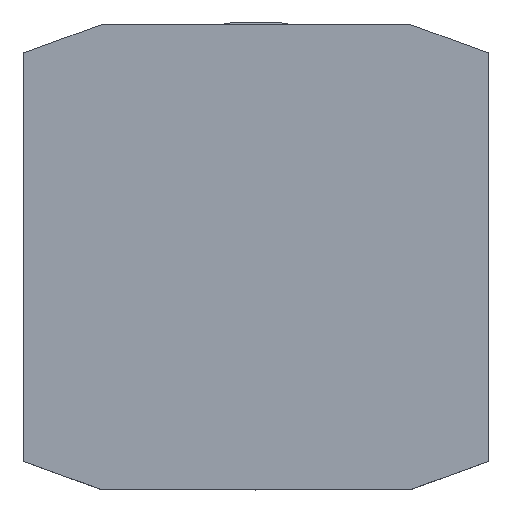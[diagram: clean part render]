
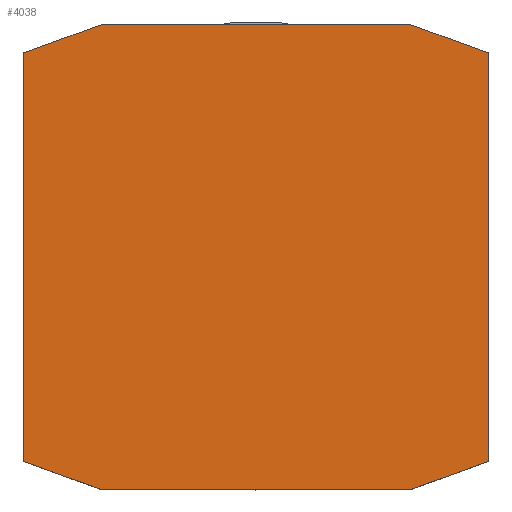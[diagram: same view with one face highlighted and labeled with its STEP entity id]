
A CAD part, top view. The second image highlights one B-rep face of the part: STEP entity #4038.
In plain terms, the highlighted planar face has unit normal (0, 0, 1).
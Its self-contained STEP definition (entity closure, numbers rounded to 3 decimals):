
#3836=CARTESIAN_POINT('',(-45.1,-39.61,78.));
#3837=VERTEX_POINT('',#3836);
#3838=CARTESIAN_POINT('',(-45.1,39.61,78.));
#3839=VERTEX_POINT('',#3838);
#3840=CARTESIAN_POINT('',(-45.1,-39.61,78.));
#3841=DIRECTION('',(0.0,1.0,0.0));
#3842=VECTOR('',#3841,79.221);
#3843=LINE('',#3840,#3842);
#3844=EDGE_CURVE('',#3837,#3839,#3843,.T.);
#3867=CARTESIAN_POINT('',(-30.018,45.1,78.));
#3868=VERTEX_POINT('',#3867);
#3869=CARTESIAN_POINT('',(-45.1,39.61,78.));
#3870=DIRECTION('',(0.94,0.342,0.0));
#3871=VECTOR('',#3870,16.05);
#3872=LINE('',#3869,#3871);
#3873=EDGE_CURVE('',#3839,#3868,#3872,.T.);
#3891=CARTESIAN_POINT('',(30.018,45.1,78.));
#3892=VERTEX_POINT('',#3891);
#3893=CARTESIAN_POINT('',(-30.018,45.1,78.));
#3894=DIRECTION('',(1.0,0.0,0.0));
#3895=VECTOR('',#3894,60.035);
#3896=LINE('',#3893,#3895);
#3897=EDGE_CURVE('',#3868,#3892,#3896,.T.);
#3915=CARTESIAN_POINT('',(45.1,39.61,78.));
#3916=VERTEX_POINT('',#3915);
#3917=CARTESIAN_POINT('',(30.018,45.1,78.));
#3918=DIRECTION('',(0.94,-0.342,0.0));
#3919=VECTOR('',#3918,16.05);
#3920=LINE('',#3917,#3919);
#3921=EDGE_CURVE('',#3892,#3916,#3920,.T.);
#3939=CARTESIAN_POINT('',(45.1,-39.61,78.));
#3940=VERTEX_POINT('',#3939);
#3941=CARTESIAN_POINT('',(45.1,39.61,78.));
#3942=DIRECTION('',(0.0,-1.0,0.0));
#3943=VECTOR('',#3942,79.221);
#3944=LINE('',#3941,#3943);
#3945=EDGE_CURVE('',#3916,#3940,#3944,.T.);
#3963=CARTESIAN_POINT('',(30.018,-45.1,78.));
#3964=VERTEX_POINT('',#3963);
#3965=CARTESIAN_POINT('',(45.1,-39.61,78.));
#3966=DIRECTION('',(-0.94,-0.342,0.0));
#3967=VECTOR('',#3966,16.05);
#3968=LINE('',#3965,#3967);
#3969=EDGE_CURVE('',#3940,#3964,#3968,.T.);
#3987=CARTESIAN_POINT('',(-30.018,-45.1,78.));
#3988=VERTEX_POINT('',#3987);
#3989=CARTESIAN_POINT('',(30.018,-45.1,78.));
#3990=DIRECTION('',(-1.0,0.0,0.0));
#3991=VECTOR('',#3990,60.035);
#3992=LINE('',#3989,#3991);
#3993=EDGE_CURVE('',#3964,#3988,#3992,.T.);
#4011=CARTESIAN_POINT('',(-30.018,-45.1,78.));
#4012=DIRECTION('',(-0.94,0.342,0.0));
#4013=VECTOR('',#4012,16.05);
#4014=LINE('',#4011,#4013);
#4015=EDGE_CURVE('',#3988,#3837,#4014,.T.);
#4023=CARTESIAN_POINT('',(0.,0.,78.));
#4024=DIRECTION('',(0.0,0.0,1.0));
#4025=DIRECTION('',(1.0,0.0,0.0));
#4026=AXIS2_PLACEMENT_3D('',#4023,#4024,#4025);
#4027=PLANE('',#4026);
#4028=ORIENTED_EDGE('',*,*,#3844,.F.);
#4029=ORIENTED_EDGE('',*,*,#4015,.F.);
#4030=ORIENTED_EDGE('',*,*,#3993,.F.);
#4031=ORIENTED_EDGE('',*,*,#3969,.F.);
#4032=ORIENTED_EDGE('',*,*,#3945,.F.);
#4033=ORIENTED_EDGE('',*,*,#3921,.F.);
#4034=ORIENTED_EDGE('',*,*,#3897,.F.);
#4035=ORIENTED_EDGE('',*,*,#3873,.F.);
#4036=EDGE_LOOP('',(#4028,#4029,#4030,#4031,#4032,#4033,#4034,#4035));
#4037=FACE_OUTER_BOUND('',#4036,.T.);
#4038=ADVANCED_FACE('',(#4037),#4027,.T.);
